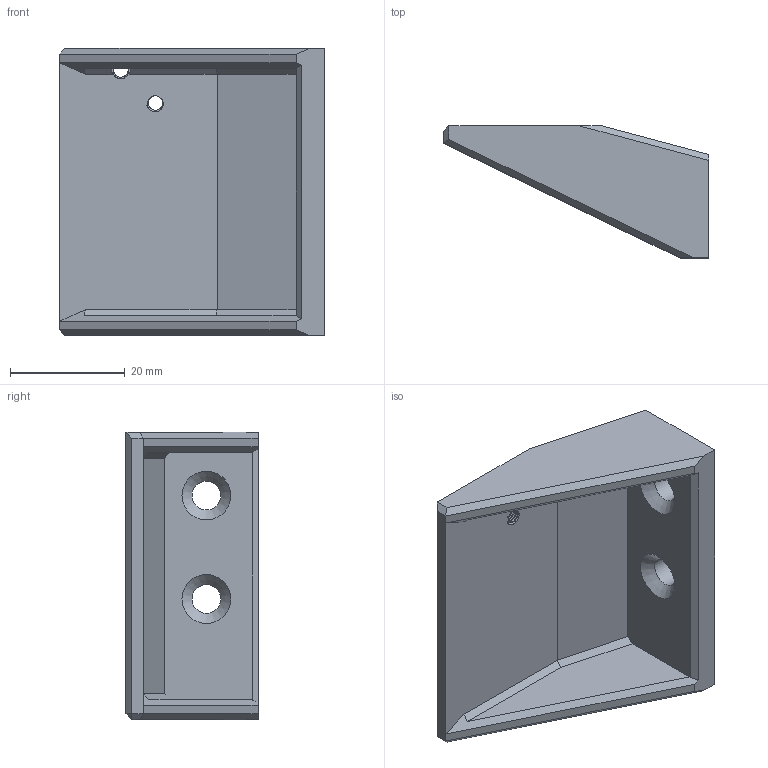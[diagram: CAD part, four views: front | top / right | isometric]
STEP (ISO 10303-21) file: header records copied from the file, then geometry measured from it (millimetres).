
FILE_DESCRIPTION(/* description */ (''),/* implementation_level */ '2;1');
FILE_NAME(/* name */ 'Cable chain mount Y axis F.step',/* time_stamp */ '2024-11-17T18:45:22+01:00',/* author */ (''),/* organization */ (''),/* preprocessor_version */ 'ST-DEVELOPER v20',/* originating_system */ 'Autodesk Translation Framework v13.20.0.188',/* authorisation */ '');
FILE_SCHEMA (('AUTOMOTIVE_DESIGN { 1 0 10303 214 3 1 1 }'));
Length unit declared in the file: millimetre
Products named in the file (1): Cable chain support (2)
Bounding box: 46.25 x 23 x 50 mm (x, y, z)
Volume: 13125.9 mm3; surface area: 8323.5 mm2
Topology: 1 solids, 1 shells, 69 faces, 188 edges, 121 vertices
Faces by surface type: plane 32, cylinder 31, bspline 4, cone 2
Full cylindrical faces by diameter (mm): 2.529 x6, 3.086 x2, 5 x2
Entity records: 4132 total; most frequent: CARTESIAN_POINT 2459, ORIENTED_EDGE 376, DIRECTION 274, EDGE_CURVE 188, VERTEX_POINT 121, LINE 106, VECTOR 106, AXIS2_PLACEMENT_3D 84
